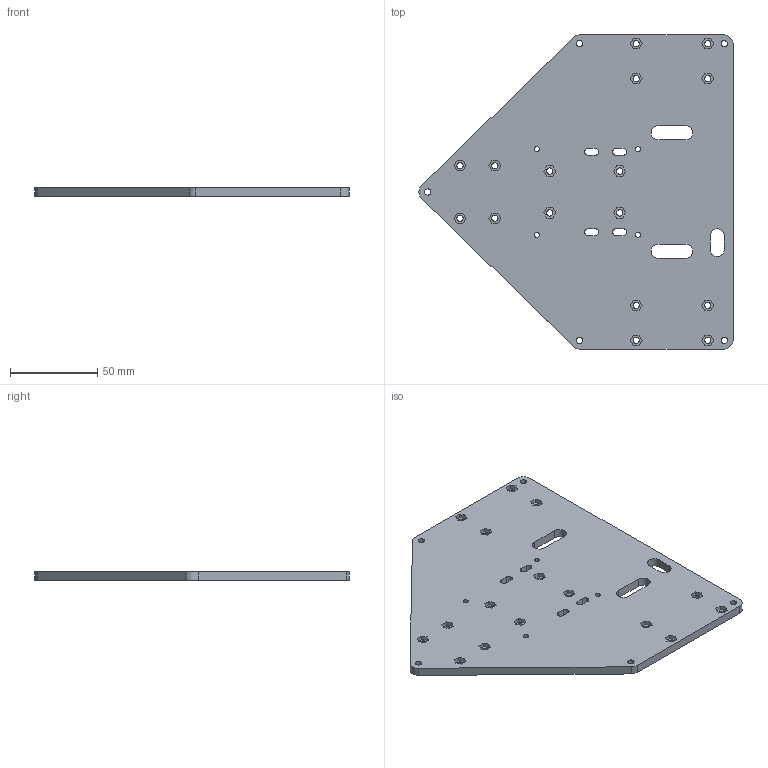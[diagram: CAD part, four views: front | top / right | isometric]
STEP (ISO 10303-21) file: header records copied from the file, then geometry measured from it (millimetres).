
FILE_DESCRIPTION(('FreeCAD Model'),'2;1');
FILE_NAME('Open CASCADE Shape Model','2026-01-14T12:56:06',('Author'),( ''),'Open CASCADE STEP processor 7.8','FreeCAD','Unknown');
FILE_SCHEMA(('AUTOMOTIVE_DESIGN { 1 0 10303 214 1 1 1 1 }'));
Length unit declared in the file: millimetre
Products named in the file (1): Base
Bounding box: 180 x 180 x 5 mm (x, y, z)
Volume: 117301.1 mm3; surface area: 53303.7 mm2
Topology: 1 solids, 1 shells, 210 faces, 559 edges, 371 vertices
Faces by surface type: plane 161, cylinder 44, cone 5
Full cylindrical faces by diameter (mm): 2.9 x4, 3.6 x21
Entity records: 7713 total; most frequent: CARTESIAN_POINT 2247, ORIENTED_EDGE 1118, DIRECTION 1063, EDGE_CURVE 559, LINE 461, VECTOR 461, VERTEX_POINT 371, AXIS2_PLACEMENT_3D 301
